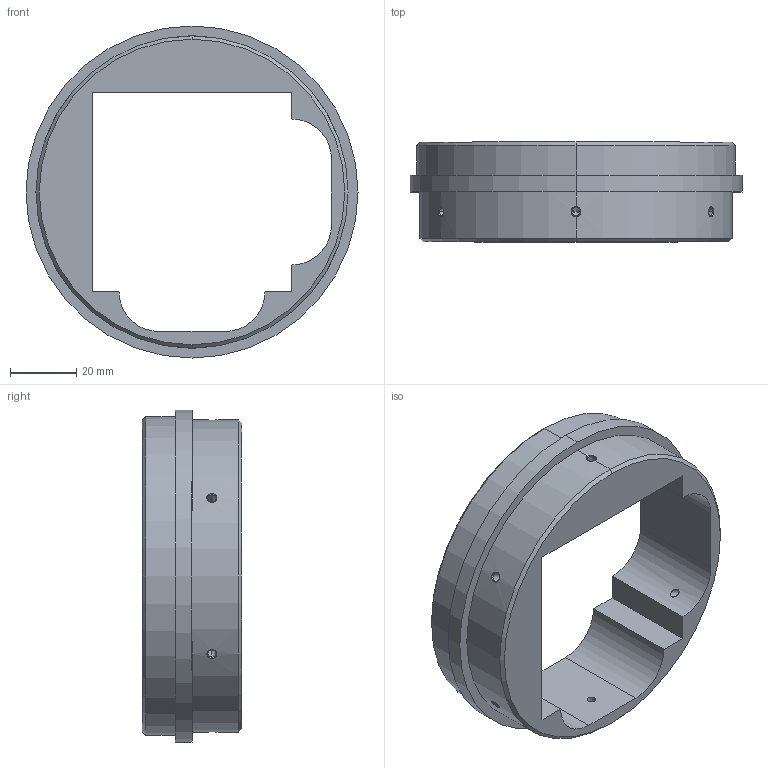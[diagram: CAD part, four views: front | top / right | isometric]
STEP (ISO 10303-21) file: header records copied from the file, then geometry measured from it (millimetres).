
FILE_DESCRIPTION (( 'STEP AP203' ), '1' );
FILE_NAME ('芠族盓釱.STEP', '2017-10-22T08:47:41', ( '' ), ( '' ), 'SwSTEP 2.0', 'SolidWorks 2016', '' );
FILE_SCHEMA (( 'CONFIG_CONTROL_DESIGN' ));
Length unit declared in the file: millimetre
Products named in the file (1): 芠族盓釱
Bounding box: 100 x 30 x 100 mm (x, y, z)
Volume: 79283.1 mm3; surface area: 23601.6 mm2
Topology: 1 solids, 1 shells, 56 faces, 140 edges, 83 vertices
Faces by surface type: cone 22, cylinder 22, plane 12
Entity records: 2055 total; most frequent: CARTESIAN_POINT 666, DIRECTION 272, ORIENTED_EDGE 268, EDGE_CURVE 134, AXIS2_PLACEMENT_3D 101, VERTEX_POINT 83, VECTOR 70, LINE 70
